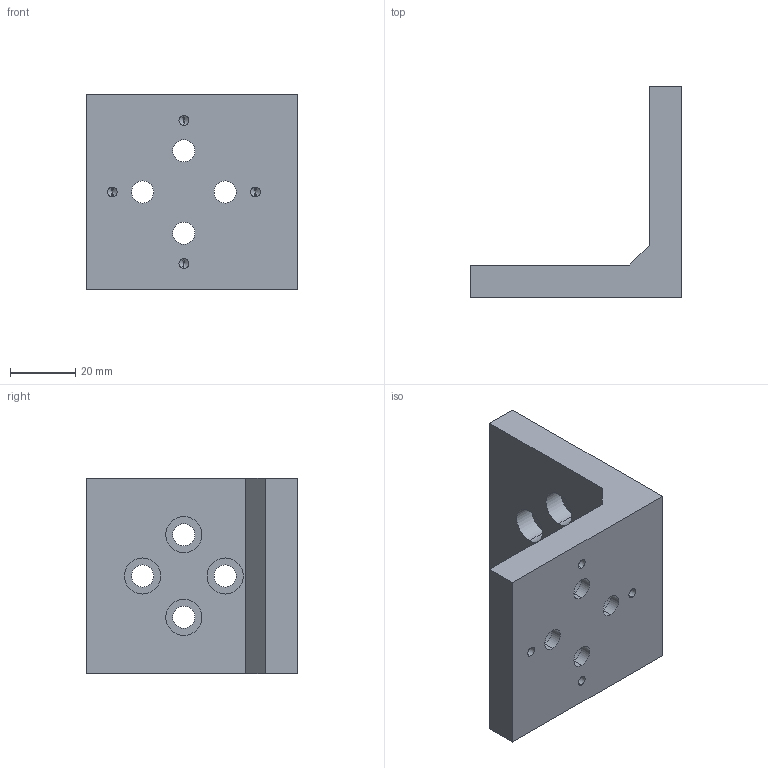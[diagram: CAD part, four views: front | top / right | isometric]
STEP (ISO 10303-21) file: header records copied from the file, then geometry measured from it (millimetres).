
FILE_DESCRIPTION (( 'STEP AP203' ), '1' );
FILE_NAME ('LNR25P2.STEP', '2010-06-15T09:59:38', ( 'Thorlabs Ltd' ), ( 'Thorlabs Ltd' ), 'SwSTEP 2.0', 'SolidWorks 2009', '' );
FILE_SCHEMA (( 'CONFIG_CONTROL_DESIGN' ));
Length unit declared in the file: inch
Products named in the file (1): LNR25P2
Bounding box: 65 x 65 x 60 mm (x, y, z)
Volume: 66776.7 mm3; surface area: 19981.6 mm2
Topology: 1 solids, 1 shells, 81 faces, 197 edges, 118 vertices
Faces by surface type: cylinder 48, plane 17, cone 16
Entity records: 2398 total; most frequent: DIRECTION 441, CARTESIAN_POINT 381, ORIENTED_EDGE 362, EDGE_CURVE 181, AXIS2_PLACEMENT_3D 178, VERTEX_POINT 118, EDGE_LOOP 113, CIRCLE 96
